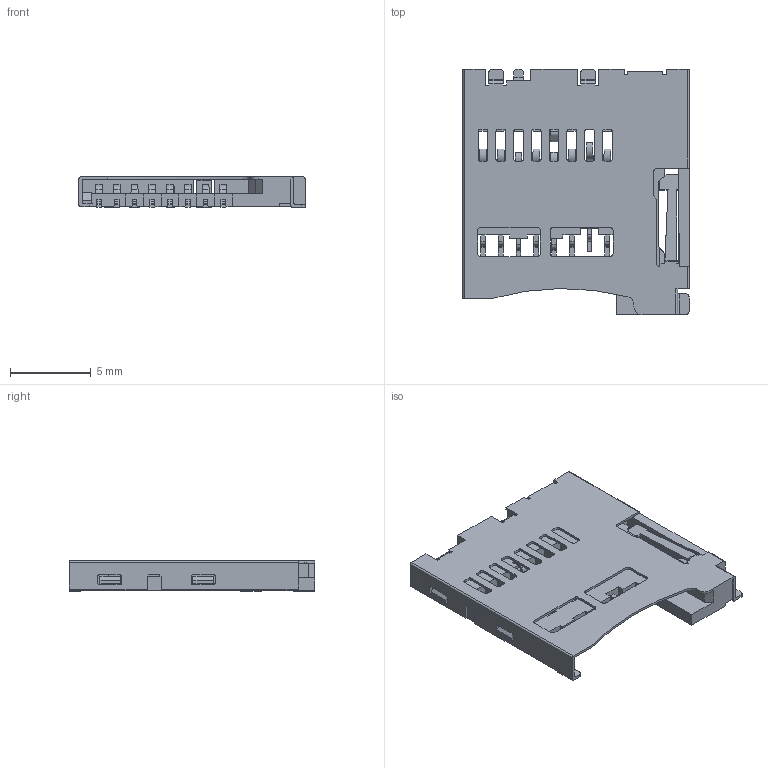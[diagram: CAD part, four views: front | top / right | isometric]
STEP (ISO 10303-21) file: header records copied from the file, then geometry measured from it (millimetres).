
FILE_DESCRIPTION((''),'2;1');
FILE_NAME('473521001','2014-05-06T',('me'),(''),'PRO/ENGINEER BY PARAMETRIC TECHNOLOGY CORPORATION, 2011490','PRO/ENGINEER BY PARAMETRIC TECHNOLOGY CORPORATION, 2011490','');
FILE_SCHEMA(('CONFIG_CONTROL_DESIGN'));
Length unit declared in the file: millimetre
Products named in the file (1): 473521001
Bounding box: 14.1 x 15.2 x 1.88 mm (x, y, z)
Volume: 182.1 mm3; surface area: 792.8 mm2
Topology: 1 solids, 1 shells, 628 faces, 1866 edges, 1253 vertices
Faces by surface type: plane 452, cylinder 176
Entity records: 21117 total; most frequent: CARTESIAN_POINT 4025, ORIENTED_EDGE 3628, DIRECTION 3345, EDGE_CURVE 1814, VECTOR 1511, LINE 1511, VERTEX_POINT 1201, AXIS2_PLACEMENT_3D 917
